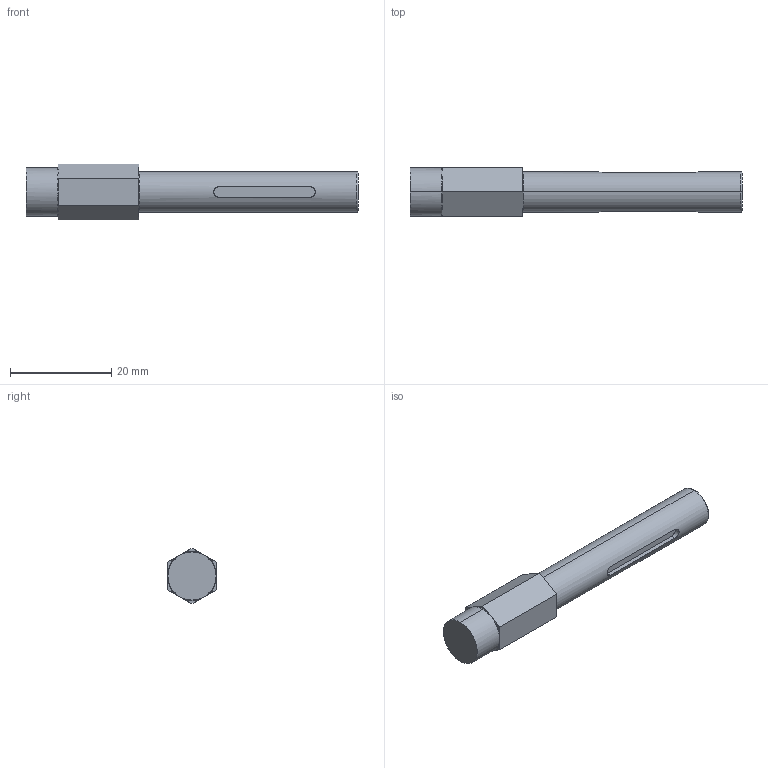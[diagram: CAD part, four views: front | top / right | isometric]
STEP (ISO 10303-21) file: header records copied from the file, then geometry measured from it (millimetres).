
FILE_DESCRIPTION (( 'STEP AP203' ), '1' );
FILE_NAME ('am-3695 DeCIMate Output Shaft.STEP', '2017-09-15T19:52:16', ( '' ), ( '' ), 'SwSTEP 2.0', 'SolidWorks 2017', '' );
FILE_SCHEMA (( 'CONFIG_CONTROL_DESIGN' ));
Length unit declared in the file: inch
Products named in the file (1): am-3695 DeCIMate Output Shaft
Bounding box: 65.74 x 9.53 x 11 mm (x, y, z)
Volume: 3806.8 mm3; surface area: 2037.5 mm2
Topology: 1 solids, 1 shells, 52 faces, 130 edges, 71 vertices
Faces by surface type: plane 21, bspline 12, torus 11, cylinder 8
Entity records: 1847 total; most frequent: CARTESIAN_POINT 646, ORIENTED_EDGE 236, DIRECTION 230, EDGE_CURVE 118, AXIS2_PLACEMENT_3D 87, VERTEX_POINT 71, VECTOR 56, LINE 56
